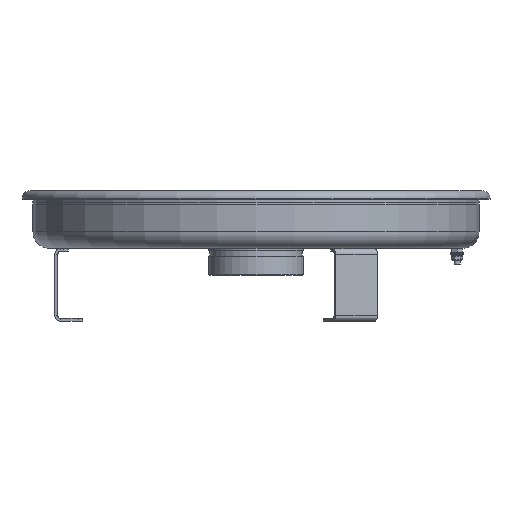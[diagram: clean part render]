
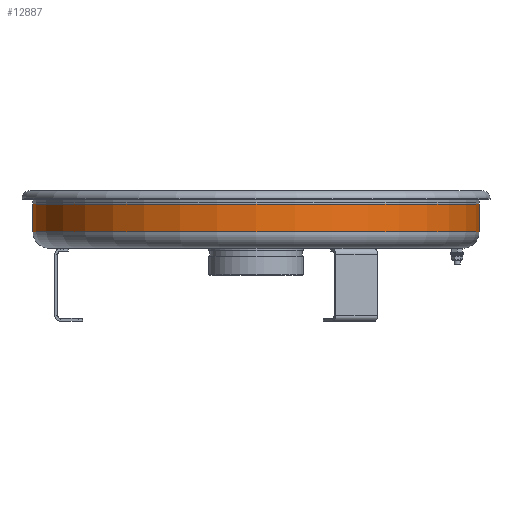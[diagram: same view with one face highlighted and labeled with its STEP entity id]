
A CAD part, front view. The second image highlights one B-rep face of the part: STEP entity #12887.
In plain terms, the highlighted cylindrical face has radius 152.5 mm (diameter 305 mm), a full revolution.
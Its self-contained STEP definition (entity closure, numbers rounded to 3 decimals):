
#484 = EDGE_LOOP ( 'NONE', ( #4777 ) ) ;
#1077 = CIRCLE ( 'NONE', #9949, 152.5 ) ;
#1496 = DIRECTION ( 'NONE',  ( 0., 0., -1. ) ) ;
#2465 = CARTESIAN_POINT ( 'NONE',  ( 152.5, 0., 48.5 ) ) ;
#3902 = VERTEX_POINT ( 'NONE', #10057 ) ;
#4522 = EDGE_CURVE ( 'NONE', #13264, #13264, #13817, .T. ) ;
#4777 = ORIENTED_EDGE ( 'NONE', *, *, #13716, .F. ) ;
#4886 = CARTESIAN_POINT ( 'NONE',  ( 0., 0., 48.5 ) ) ;
#4952 = AXIS2_PLACEMENT_3D ( 'NONE', #4886, #1496, #6224 ) ;
#5315 = DIRECTION ( 'NONE',  ( 0., 0., -1. ) ) ;
#6224 = DIRECTION ( 'NONE',  ( 1., 0., 0. ) ) ;
#6321 = ORIENTED_EDGE ( 'NONE', *, *, #4522, .T. ) ;
#6959 = FACE_OUTER_BOUND ( 'NONE', #484, .T. ) ;
#8493 = CYLINDRICAL_SURFACE ( 'NONE', #19084, 152.5 ) ;
#8615 = CARTESIAN_POINT ( 'NONE',  ( 0., 0., 29.7 ) ) ;
#9949 = AXIS2_PLACEMENT_3D ( 'NONE', #8615, #19402, #14887 ) ;
#10057 = CARTESIAN_POINT ( 'NONE',  ( 152.5, 0., 29.7 ) ) ;
#10346 = CARTESIAN_POINT ( 'NONE',  ( 0., 0., 19.7 ) ) ;
#11587 = FACE_OUTER_BOUND ( 'NONE', #16654, .T. ) ;
#12887 = ADVANCED_FACE ( 'NONE', ( #11587, #6959 ), #8493, .T. ) ;
#13264 = VERTEX_POINT ( 'NONE', #2465 ) ;
#13716 = EDGE_CURVE ( 'NONE', #3902, #3902, #1077, .T. ) ;
#13817 = CIRCLE ( 'NONE', #4952, 152.5 ) ;
#14887 = DIRECTION ( 'NONE',  ( 1., 0., 0. ) ) ;
#15066 = DIRECTION ( 'NONE',  ( 1., 0., 0. ) ) ;
#16654 = EDGE_LOOP ( 'NONE', ( #6321 ) ) ;
#19084 = AXIS2_PLACEMENT_3D ( 'NONE', #10346, #5315, #15066 ) ;
#19402 = DIRECTION ( 'NONE',  ( 0., 0., -1. ) ) ;
